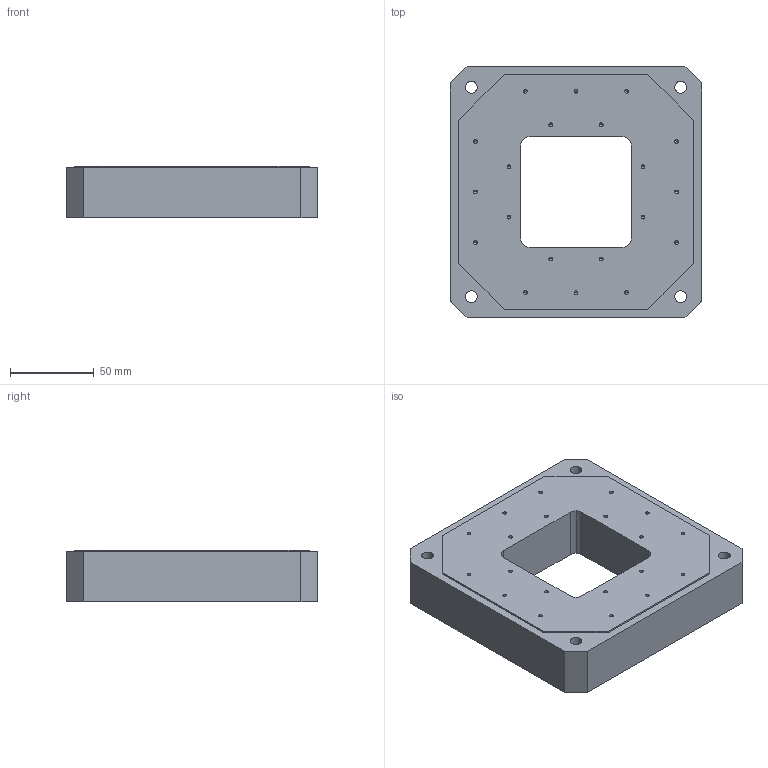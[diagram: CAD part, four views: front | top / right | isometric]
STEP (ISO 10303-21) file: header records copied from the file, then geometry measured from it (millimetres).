
FILE_DESCRIPTION((''),'2;1');
FILE_NAME('6810004.stp','2008-01-10T04:33:24',(''),(''),'Mechanical Desktop.R8.0.24.0','Mechanical Desktop.R8.0.24.0',', , ');
FILE_SCHEMA(('CONFIG_CONTROL_DESIGN'));
Length unit declared in the file: millimetre
Products named in the file (2): 6810004A; 6810004
Assembly tree (1 placements, depth 2):
  6810004A
    6810004
Bounding box: 150 x 150 x 31 mm (x, y, z)
Volume: 545872.2 mm3; surface area: 65344.8 mm2
Topology: 1 solids, 1 shells, 131 faces, 332 edges, 188 vertices
Faces by surface type: cylinder 64, cone 40, plane 27
Entity records: 3783 total; most frequent: DIRECTION 686, CARTESIAN_POINT 613, ORIENTED_EDGE 584, EDGE_CURVE 292, AXIS2_PLACEMENT_3D 261, VERTEX_POINT 188, EDGE_LOOP 166, VECTOR 164
